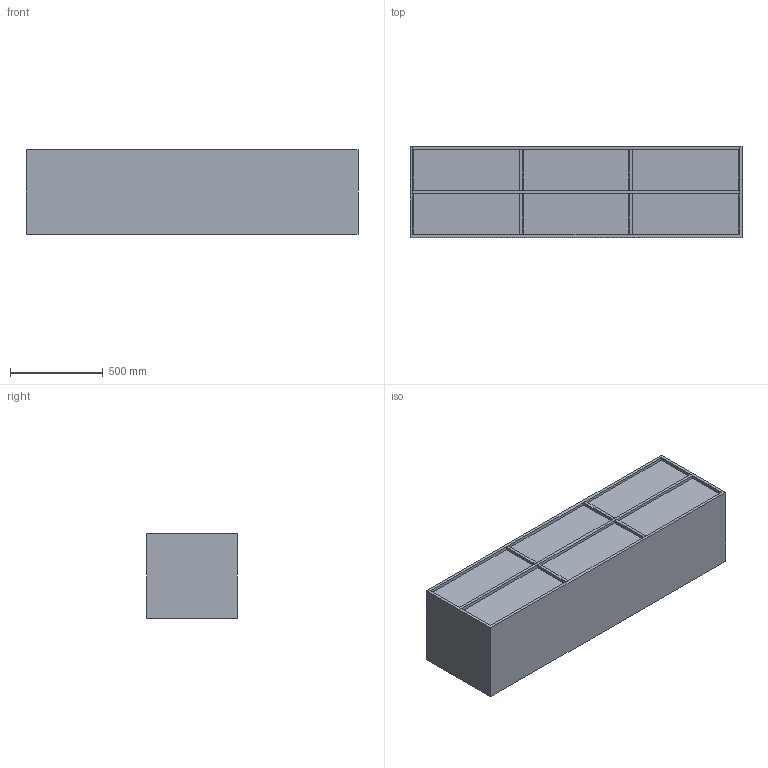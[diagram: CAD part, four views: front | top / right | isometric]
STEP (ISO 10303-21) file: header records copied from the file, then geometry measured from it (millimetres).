
FILE_DESCRIPTION (( 'STEP AP214' ), '1' );
FILE_NAME ('Kado Aspect 1800W.STEP', '2022-04-26T01:02:38', ( '' ), ( '' ), 'SwSTEP 2.0', 'SolidWorks 2018', '' );
FILE_SCHEMA (( 'AUTOMOTIVE_DESIGN' ));
Length unit declared in the file: millimetre
Products named in the file (1): Kado Aspect 1800W
Bounding box: 1790 x 490 x 455 mm (x, y, z)
Volume: 76945277 mm3; surface area: 12070498 mm2
Topology: 36 solids, 36 shells, 404 faces, 996 edges, 664 vertices
Faces by surface type: plane 404
Entity records: 15461 total; most frequent: CARTESIAN_POINT 2065, ORIENTED_EDGE 1992, DIRECTION 1806, EDGE_CURVE 996, VECTOR 996, LINE 996, VERTEX_POINT 664, AXIS2_PLACEMENT_3D 405
